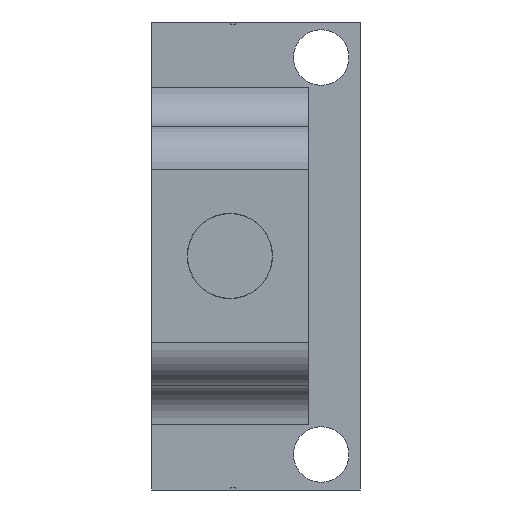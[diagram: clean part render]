
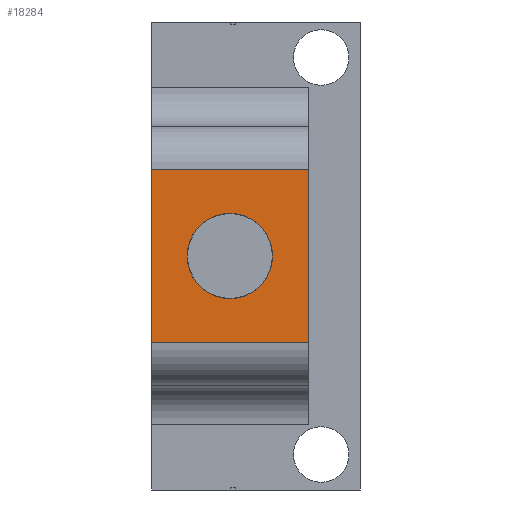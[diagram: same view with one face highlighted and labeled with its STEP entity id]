
A CAD part, left-side view. The second image highlights one B-rep face of the part: STEP entity #18284.
In plain terms, the highlighted planar face has unit normal (-1, 0, 0).
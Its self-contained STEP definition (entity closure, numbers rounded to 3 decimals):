
#82 = ORIENTED_EDGE ( 'NONE', *, *, #5812, .F. ) ;
#129 = ORIENTED_EDGE ( 'NONE', *, *, #1139, .F. ) ;
#461 = CIRCLE ( 'NONE', #17087, 2.591 ) ;
#601 = CARTESIAN_POINT ( 'NONE',  ( -19.062, 3.175, -3.515 ) ) ;
#732 = EDGE_CURVE ( 'NONE', #11733, #1602, #3048, .T. ) ;
#751 = VECTOR ( 'NONE', #19348, 1000. ) ;
#863 = CARTESIAN_POINT ( 'NONE',  ( -19.062, 12.7, -3.515 ) ) ;
#1139 = EDGE_CURVE ( 'NONE', #2419, #18884, #15722, .T. ) ;
#1602 = VERTEX_POINT ( 'NONE', #9774 ) ;
#1676 = DIRECTION ( 'NONE',  ( 0., 0., 1. ) ) ;
#2137 = VECTOR ( 'NONE', #6544, 1000. ) ;
#2368 = DIRECTION ( 'NONE',  ( 0., 0., 1. ) ) ;
#2419 = VERTEX_POINT ( 'NONE', #19162 ) ;
#2712 = ORIENTED_EDGE ( 'NONE', *, *, #732, .F. ) ;
#3048 = LINE ( 'NONE', #13366, #9737 ) ;
#3764 = CARTESIAN_POINT ( 'NONE',  ( -19.062, 3.175, -3.515 ) ) ;
#4269 = CARTESIAN_POINT ( 'NONE',  ( -19.062, 3.175, -3.515 ) ) ;
#4657 = AXIS2_PLACEMENT_3D ( 'NONE', #4269, #8772, #14787 ) ;
#5023 = AXIS2_PLACEMENT_3D ( 'NONE', #15921, #8625, #2368 ) ;
#5293 = ORIENTED_EDGE ( 'NONE', *, *, #14999, .T. ) ;
#5571 = CARTESIAN_POINT ( 'NONE',  ( -19.062, 3.175, -3.515 ) ) ;
#5812 = EDGE_CURVE ( 'NONE', #14629, #11733, #9899, .T. ) ;
#5896 = VECTOR ( 'NONE', #15607, 1000. ) ;
#6544 = DIRECTION ( 'NONE',  ( 0., 0., 1. ) ) ;
#6610 = EDGE_CURVE ( 'NONE', #18884, #2419, #461, .T. ) ;
#8220 = EDGE_LOOP ( 'NONE', ( #2712, #82, #5293, #13900 ) ) ;
#8625 = DIRECTION ( 'NONE',  ( -1., 0., 0. ) ) ;
#8772 = DIRECTION ( 'NONE',  ( -1., 0., 0. ) ) ;
#9737 = VECTOR ( 'NONE', #1676, 1000. ) ;
#9774 = CARTESIAN_POINT ( 'NONE',  ( -19.062, 12.7, 6.95 ) ) ;
#9899 = LINE ( 'NONE', #5571, #751 ) ;
#10125 = CARTESIAN_POINT ( 'NONE',  ( -19.062, 7.938, 4.308 ) ) ;
#10606 = FACE_OUTER_BOUND ( 'NONE', #8220, .T. ) ;
#10693 = CARTESIAN_POINT ( 'NONE',  ( -19.062, 3.175, 6.95 ) ) ;
#11355 = ORIENTED_EDGE ( 'NONE', *, *, #6610, .F. ) ;
#11659 = EDGE_LOOP ( 'NONE', ( #11355, #129 ) ) ;
#11730 = PLANE ( 'NONE',  #4657 ) ;
#11733 = VERTEX_POINT ( 'NONE', #863 ) ;
#12082 = FACE_BOUND ( 'NONE', #11659, .T. ) ;
#12367 = DIRECTION ( 'NONE',  ( -1., 0., 0. ) ) ;
#12733 = LINE ( 'NONE', #18457, #5896 ) ;
#13366 = CARTESIAN_POINT ( 'NONE',  ( -19.062, 12.7, -3.515 ) ) ;
#13900 = ORIENTED_EDGE ( 'NONE', *, *, #18000, .T. ) ;
#13967 = DIRECTION ( 'NONE',  ( 0., 0., 1. ) ) ;
#14629 = VERTEX_POINT ( 'NONE', #3764 ) ;
#14787 = DIRECTION ( 'NONE',  ( 0., 1., 0. ) ) ;
#14999 = EDGE_CURVE ( 'NONE', #14629, #17222, #18667, .T. ) ;
#15434 = CARTESIAN_POINT ( 'NONE',  ( -19.062, 7.938, 1.718 ) ) ;
#15607 = DIRECTION ( 'NONE',  ( 0., 1., 0. ) ) ;
#15722 = CIRCLE ( 'NONE', #5023, 2.591 ) ;
#15921 = CARTESIAN_POINT ( 'NONE',  ( -19.062, 7.938, 1.718 ) ) ;
#17087 = AXIS2_PLACEMENT_3D ( 'NONE', #15434, #12367, #13967 ) ;
#17222 = VERTEX_POINT ( 'NONE', #10693 ) ;
#18000 = EDGE_CURVE ( 'NONE', #17222, #1602, #12733, .T. ) ;
#18284 = ADVANCED_FACE ( 'NONE', ( #12082, #10606 ), #11730, .T. ) ;
#18457 = CARTESIAN_POINT ( 'NONE',  ( -19.062, 3.175, 6.95 ) ) ;
#18667 = LINE ( 'NONE', #601, #2137 ) ;
#18884 = VERTEX_POINT ( 'NONE', #10125 ) ;
#19162 = CARTESIAN_POINT ( 'NONE',  ( -19.062, 7.938, -0.873 ) ) ;
#19348 = DIRECTION ( 'NONE',  ( 0., 1., 0. ) ) ;
